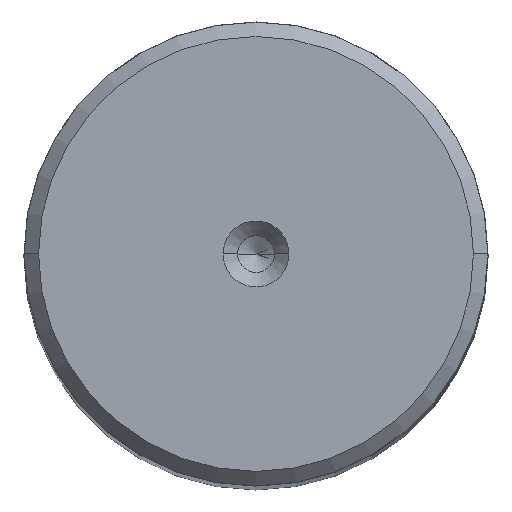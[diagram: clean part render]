
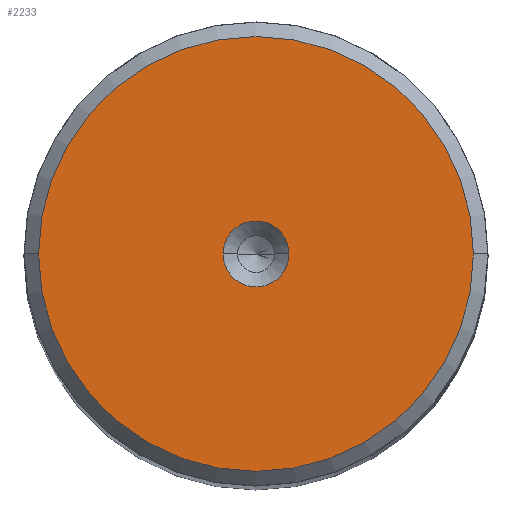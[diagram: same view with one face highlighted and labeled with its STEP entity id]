
A CAD part, top view. The second image highlights one B-rep face of the part: STEP entity #2233.
In plain terms, the highlighted planar face has unit normal (0, 0, 1).
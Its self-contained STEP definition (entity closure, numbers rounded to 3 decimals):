
#9 = FACE_OUTER_BOUND ( 'NONE', #1368, .T. ) ;
#152 = CARTESIAN_POINT ( 'NONE',  ( -2.7, 0., 190. ) ) ;
#166 = AXIS2_PLACEMENT_3D ( 'NONE', #2202, #593, #1998 ) ;
#183 = FACE_BOUND ( 'NONE', #1185, .T. ) ;
#195 = ORIENTED_EDGE ( 'NONE', *, *, #1945, .F. ) ;
#248 = VERTEX_POINT ( 'NONE', #1312 ) ;
#281 = AXIS2_PLACEMENT_3D ( 'NONE', #1761, #1288, #393 ) ;
#393 = DIRECTION ( 'NONE',  ( 1., 0., 0. ) ) ;
#440 = DIRECTION ( 'NONE',  ( 0., 0., 1. ) ) ;
#593 = DIRECTION ( 'NONE',  ( 0., 0., 1. ) ) ;
#820 = CIRCLE ( 'NONE', #1391, 17.814 ) ;
#853 = EDGE_CURVE ( 'NONE', #2037, #248, #820, .T. ) ;
#858 = AXIS2_PLACEMENT_3D ( 'NONE', #1023, #1473, #1742 ) ;
#990 = CARTESIAN_POINT ( 'NONE',  ( 0., 0., 190. ) ) ;
#1023 = CARTESIAN_POINT ( 'NONE',  ( 0., 0., 190. ) ) ;
#1124 = DIRECTION ( 'NONE',  ( 1., 0., 0. ) ) ;
#1185 = EDGE_LOOP ( 'NONE', ( #2516, #195 ) ) ;
#1226 = VERTEX_POINT ( 'NONE', #152 ) ;
#1261 = CARTESIAN_POINT ( 'NONE',  ( 2.7, 0., 190. ) ) ;
#1288 = DIRECTION ( 'NONE',  ( 0., 0., 1. ) ) ;
#1293 = CARTESIAN_POINT ( 'NONE',  ( -17.814, 0., 190. ) ) ;
#1312 = CARTESIAN_POINT ( 'NONE',  ( 17.814, 0., 190. ) ) ;
#1324 = ORIENTED_EDGE ( 'NONE', *, *, #853, .T. ) ;
#1368 = EDGE_LOOP ( 'NONE', ( #1324, #1373 ) ) ;
#1373 = ORIENTED_EDGE ( 'NONE', *, *, #2478, .T. ) ;
#1391 = AXIS2_PLACEMENT_3D ( 'NONE', #990, #2600, #1691 ) ;
#1473 = DIRECTION ( 'NONE',  ( 0., 0., 1. ) ) ;
#1616 = EDGE_CURVE ( 'NONE', #2656, #1226, #2253, .T. ) ;
#1691 = DIRECTION ( 'NONE',  ( 1., 0., 0. ) ) ;
#1742 = DIRECTION ( 'NONE',  ( 1., 0., 0. ) ) ;
#1761 = CARTESIAN_POINT ( 'NONE',  ( 0., 0., 190. ) ) ;
#1940 = CIRCLE ( 'NONE', #166, 17.814 ) ;
#1945 = EDGE_CURVE ( 'NONE', #1226, #2656, #2760, .T. ) ;
#1998 = DIRECTION ( 'NONE',  ( 1., 0., 0. ) ) ;
#2037 = VERTEX_POINT ( 'NONE', #1293 ) ;
#2093 = AXIS2_PLACEMENT_3D ( 'NONE', #2975, #440, #1124 ) ;
#2202 = CARTESIAN_POINT ( 'NONE',  ( 0., 0., 190. ) ) ;
#2233 = ADVANCED_FACE ( 'NONE', ( #183, #9 ), #2846, .T. ) ;
#2253 = CIRCLE ( 'NONE', #2093, 2.7 ) ;
#2478 = EDGE_CURVE ( 'NONE', #248, #2037, #1940, .T. ) ;
#2516 = ORIENTED_EDGE ( 'NONE', *, *, #1616, .F. ) ;
#2600 = DIRECTION ( 'NONE',  ( 0., 0., 1. ) ) ;
#2656 = VERTEX_POINT ( 'NONE', #1261 ) ;
#2760 = CIRCLE ( 'NONE', #281, 2.7 ) ;
#2846 = PLANE ( 'NONE',  #858 ) ;
#2975 = CARTESIAN_POINT ( 'NONE',  ( 0., 0., 190. ) ) ;
